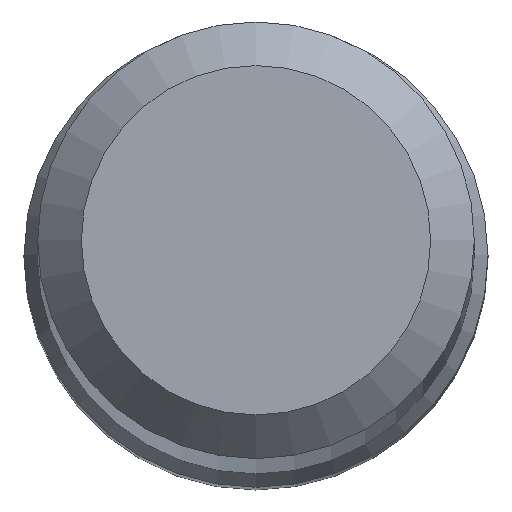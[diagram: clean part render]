
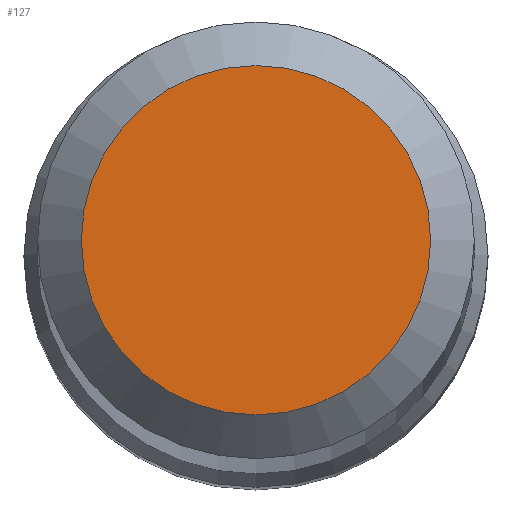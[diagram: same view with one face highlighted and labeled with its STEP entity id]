
A CAD part, top view. The second image highlights one B-rep face of the part: STEP entity #127.
In plain terms, the highlighted planar face has unit normal (0, 0, 1).
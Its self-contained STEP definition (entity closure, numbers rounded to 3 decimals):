
#10 = CARTESIAN_POINT ( 'NONE',  ( 0., 0., 70. ) ) ;
#24 = CIRCLE ( 'NONE', #129, 1.2 ) ;
#48 = CARTESIAN_POINT ( 'NONE',  ( 0., 1.2, 70. ) ) ;
#57 = EDGE_CURVE ( 'NONE', #195, #195, #24, .T. ) ;
#115 = FACE_OUTER_BOUND ( 'NONE', #227, .T. ) ;
#127 = ADVANCED_FACE ( 'NONE', ( #115 ), #186, .T. ) ;
#128 = ORIENTED_EDGE ( 'NONE', *, *, #57, .F. ) ;
#129 = AXIS2_PLACEMENT_3D ( 'NONE', #138, #171, #155 ) ;
#138 = CARTESIAN_POINT ( 'NONE',  ( 0., 0., 70. ) ) ;
#144 = AXIS2_PLACEMENT_3D ( 'NONE', #10, #229, #188 ) ;
#155 = DIRECTION ( 'NONE',  ( 0., 1., 0. ) ) ;
#171 = DIRECTION ( 'NONE',  ( 0., 0., -1. ) ) ;
#186 = PLANE ( 'NONE',  #144 ) ;
#188 = DIRECTION ( 'NONE',  ( 0., -1., 0. ) ) ;
#195 = VERTEX_POINT ( 'NONE', #48 ) ;
#227 = EDGE_LOOP ( 'NONE', ( #128 ) ) ;
#229 = DIRECTION ( 'NONE',  ( 0., 0., 1. ) ) ;
